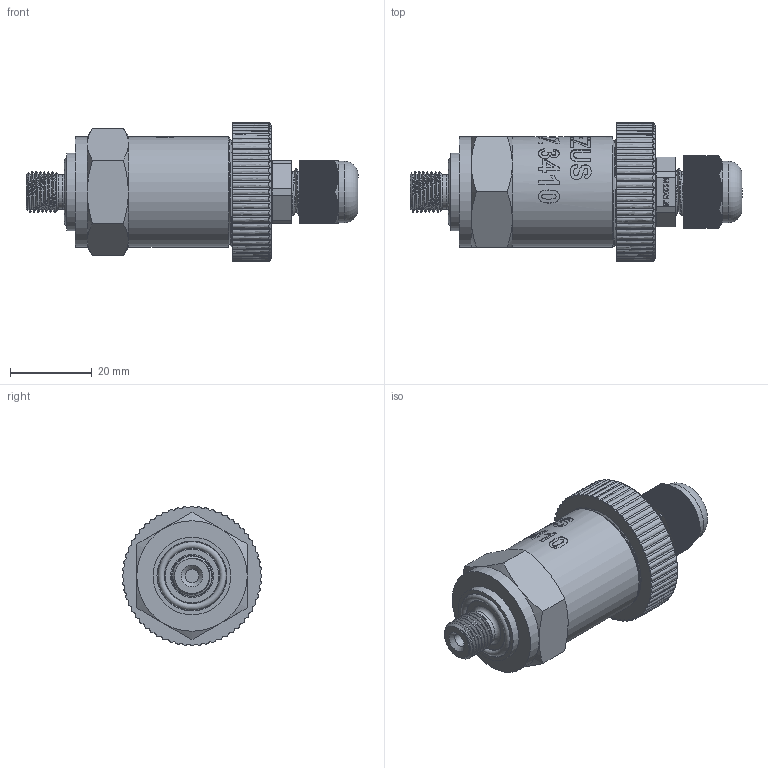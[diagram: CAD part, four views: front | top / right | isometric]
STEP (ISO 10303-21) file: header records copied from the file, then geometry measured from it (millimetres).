
FILE_DESCRIPTION(/* description */ (''),/* implementation_level */ '2;1');
FILE_NAME(/* name */ 'APZ3410_7_CableGland.step',/* time_stamp */ '2021-06-17T12:39:24+03:00',/* author */ (''),/* organization */ (''),/* preprocessor_version */ 'ST-DEVELOPER v18.1',/* originating_system */ 'Autodesk Translation Framework v10.9.0.1377',/* authorisation */ '');
FILE_SCHEMA (('AUTOMOTIVE_DESIGN { 1 0 10303 214 3 1 1 }'));
Products named in the file (8): APZ3410_x_y; OMAL nut M27x1.5 v8; Ш100.000.001 v4; M12x1.5 Cable gland v4; Cable gland; Rubber gasket; M12 Domed nut; M10x1 DIN
Assembly tree (7 placements, depth 3):
  APZ3410_x_y
    OMAL nut M27x1.5 v8
    Ш100.000.001 v4
    M12x1.5 Cable gland v4
      Cable gland
      Rubber gasket
      M12 Domed nut
    M10x1 DIN
Bounding box: 81.12 x 34 x 34 mm (x, y, z)
Volume: 35407 mm3; surface area: 16152.5 mm2
Topology: 7 solids, 7 shells, 2679 faces, 7857 edges, 5238 vertices
Faces by surface type: plane 1481, cylinder 780, bspline 383, cone 26, torus 8, sphere 1
Full cylindrical faces by diameter (mm): 1 x6, 3.3 x1, 7.5 x1, 8 x1, 8.5 x1, 8.744 x3, 9.884 x4, 9.976 x5, 10 x6, 10.376 x4, 10.526 x3, 11.6 x4, 12 x5, 12.203 x3, 12.6 x1, 13.5 x1, 15 x1, 16.7 x1, 17 x1, 19 x1, 21.4 x2, 22.3 x1, 24.5 x1, 25.132 x4, 25.526 x4, 26.85 x3, 27 x2, 27.208 x5
Entity records: 112627 total; most frequent: CARTESIAN_POINT 44492, ORIENTED_EDGE 15714, DIRECTION 12309, EDGE_CURVE 7857, VERTEX_POINT 5238, LINE 4267, VECTOR 4267, AXIS2_PLACEMENT_3D 4021
